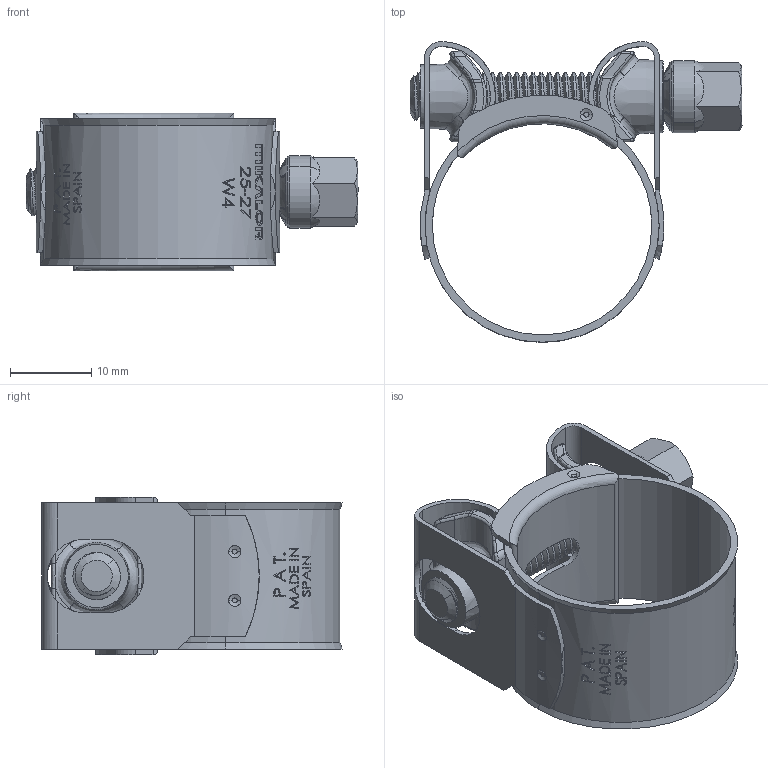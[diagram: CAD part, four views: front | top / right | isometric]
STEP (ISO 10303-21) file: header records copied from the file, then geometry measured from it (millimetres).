
FILE_DESCRIPTION (( 'STEP AP214' ), '1' );
FILE_NAME ('25-27W4.STEP', '2013-04-30T14:49:03', ( '' ), ( '' ), 'SwSTEP 2.0', 'SolidWorks 2012', '' );
FILE_SCHEMA (( 'AUTOMOTIVE_DESIGN' ));
Length unit declared in the file: millimetre
Products named in the file (6): 202281_Cargol_M6x32W4; 25-27_W4_TEULA_07x25; CASQUILLO_PASSAT_M6_W4; CASQUILLO_ROSCAT_M6_W4; 25-27_W4_CINTA_06x18; 25-27W4
Assembly tree (5 placements, depth 2):
  25-27W4
    25-27_W4_CINTA_06x18
    CASQUILLO_ROSCAT_M6_W4
    CASQUILLO_PASSAT_M6_W4
    25-27_W4_TEULA_07x25
    202281_Cargol_M6x32W4
Bounding box: 40.85 x 37.01 x 19.4 mm (x, y, z)
Volume: 3852.9 mm3; surface area: 8631.9 mm2
Topology: 5 solids, 5 shells, 717 faces, 1926 edges, 1253 vertices
Faces by surface type: plane 240, cylinder 211, bspline 204, cone 27, torus 21, sphere 14
Entity records: 43263 total; most frequent: CARTESIAN_POINT 27343, ORIENTED_EDGE 3836, DIRECTION 2445, EDGE_CURVE 1918, VERTEX_POINT 1249, AXIS2_PLACEMENT_3D 903, EDGE_LOOP 769, B_SPLINE_CURVE_WITH_KNOTS 736
